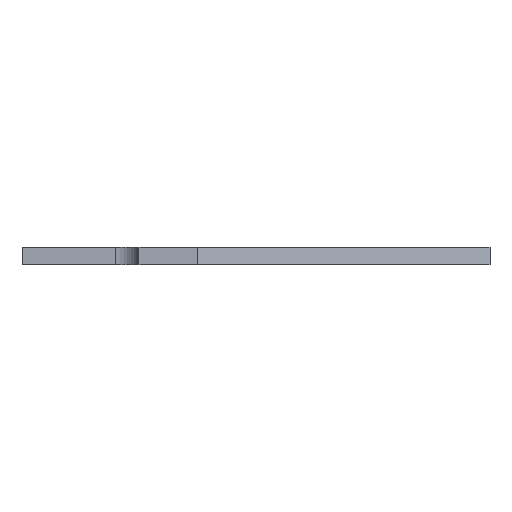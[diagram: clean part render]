
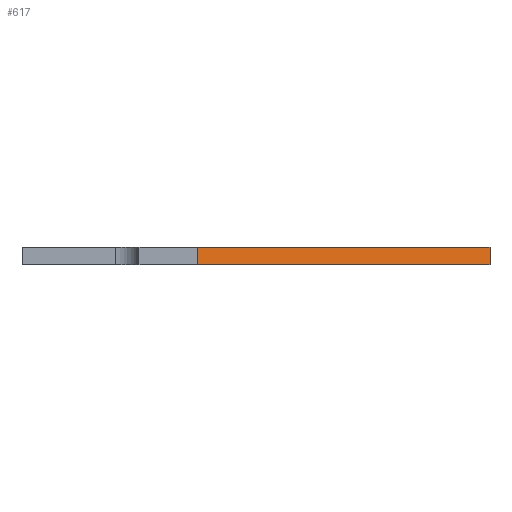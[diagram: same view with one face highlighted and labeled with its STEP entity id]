
A CAD part, left-side view. The second image highlights one B-rep face of the part: STEP entity #617.
In plain terms, the highlighted planar face has unit normal (-0.866, -0.5, 0).
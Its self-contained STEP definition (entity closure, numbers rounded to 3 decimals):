
#48=PLANE('',#687);
#76=FACE_OUTER_BOUND('',#124,.T.);
#124=EDGE_LOOP('',(#562,#563,#564,#565));
#146=LINE('',#916,#204);
#149=LINE('',#921,#207);
#161=LINE('',#964,#219);
#183=LINE('',#1028,#241);
#204=VECTOR('',#739,10.);
#207=VECTOR('',#744,10.);
#219=VECTOR('',#778,10.);
#241=VECTOR('',#854,10.);
#288=VERTEX_POINT('',#913);
#289=VERTEX_POINT('',#915);
#290=VERTEX_POINT('',#920);
#310=VERTEX_POINT('',#962);
#350=EDGE_CURVE('',#289,#288,#146,.T.);
#353=EDGE_CURVE('',#289,#290,#149,.T.);
#375=EDGE_CURVE('',#310,#288,#161,.T.);
#407=EDGE_CURVE('',#310,#290,#183,.T.);
#562=ORIENTED_EDGE('',*,*,#407,.T.);
#563=ORIENTED_EDGE('',*,*,#353,.F.);
#564=ORIENTED_EDGE('',*,*,#350,.T.);
#565=ORIENTED_EDGE('',*,*,#375,.F.);
#617=ADVANCED_FACE('',(#76),#48,.T.);
#687=AXIS2_PLACEMENT_3D('',#1027,#852,#853);
#739=DIRECTION('',(0.,0.,-1.));
#744=DIRECTION('',(0.5,-0.866,0.));
#778=DIRECTION('',(-0.5,0.866,0.));
#852=DIRECTION('center_axis',(-0.866,-0.5,0.));
#853=DIRECTION('ref_axis',(-0.5,0.866,0.));
#854=DIRECTION('',(0.,0.,1.));
#913=CARTESIAN_POINT('',(-26.467,-8.666,8.36));
#915=CARTESIAN_POINT('',(-26.467,-8.666,9.86));
#916=CARTESIAN_POINT('',(-26.467,-8.666,9.86));
#920=CARTESIAN_POINT('',(-12.033,-33.666,9.86));
#921=CARTESIAN_POINT('',(-26.467,-8.666,9.86));
#962=CARTESIAN_POINT('',(-12.033,-33.666,8.36));
#964=CARTESIAN_POINT('',(-26.467,-8.666,8.36));
#1027=CARTESIAN_POINT('Origin',(-4.467,-46.771,9.86));
#1028=CARTESIAN_POINT('',(-12.033,-33.666,9.86));
